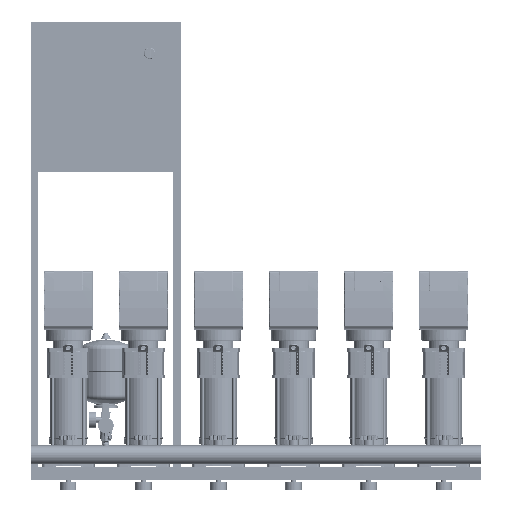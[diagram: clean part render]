
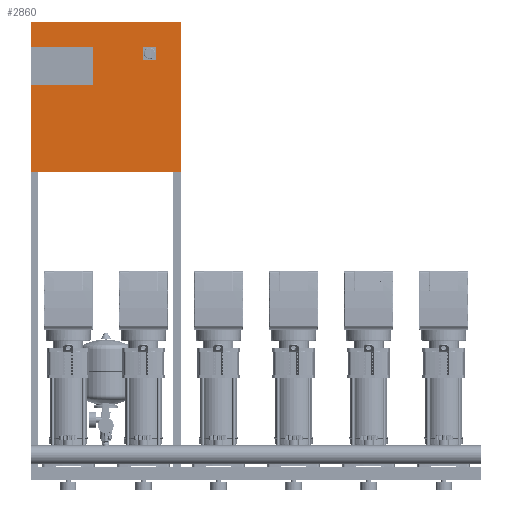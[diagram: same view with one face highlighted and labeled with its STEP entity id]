
A CAD part, front view. The second image highlights one B-rep face of the part: STEP entity #2860.
In plain terms, the highlighted planar face has unit normal (0, -1, 0).
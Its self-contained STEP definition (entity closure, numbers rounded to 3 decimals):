
#2292=CARTESIAN_POINT('',(0.,-175.,1620.));
#2293=VERTEX_POINT('',#2292);
#2300=CARTESIAN_POINT('',(250.0,-175.,1620.));
#2301=VERTEX_POINT('',#2300);
#2302=CARTESIAN_POINT('',(250.0,-175.,1620.));
#2303=DIRECTION('',(-1.0,0.0,0.0));
#2304=VECTOR('',#2303,250.);
#2305=LINE('',#2302,#2304);
#2306=EDGE_CURVE('',#2301,#2293,#2305,.T.);
#2331=CARTESIAN_POINT('',(250.0,-175.,1770.));
#2332=VERTEX_POINT('',#2331);
#2333=CARTESIAN_POINT('',(250.0,-175.,1770.));
#2334=DIRECTION('',(0.0,0.0,-1.0));
#2335=VECTOR('',#2334,150.0);
#2336=LINE('',#2333,#2335);
#2337=EDGE_CURVE('',#2332,#2301,#2336,.T.);
#2362=CARTESIAN_POINT('',(0.,-175.,1770.));
#2363=VERTEX_POINT('',#2362);
#2364=CARTESIAN_POINT('',(0.,-175.,1770.));
#2365=DIRECTION('',(1.0,0.0,0.0));
#2366=VECTOR('',#2365,250.);
#2367=LINE('',#2364,#2366);
#2368=EDGE_CURVE('',#2363,#2332,#2367,.T.);
#2404=CARTESIAN_POINT('',(0.,-175.0,1870.));
#2405=VERTEX_POINT('',#2404);
#2406=CARTESIAN_POINT('',(0.,-175.,1770.));
#2407=DIRECTION('',(0.0,0.0,1.0));
#2408=VECTOR('',#2407,100.0);
#2409=LINE('',#2406,#2408);
#2410=EDGE_CURVE('',#2363,#2405,#2409,.T.);
#2428=CARTESIAN_POINT('',(0.0,-175.,1270.0));
#2429=VERTEX_POINT('',#2428);
#2436=CARTESIAN_POINT('',(0.0,-175.,1270.0));
#2437=DIRECTION('',(0.0,0.0,1.0));
#2438=VECTOR('',#2437,350.);
#2439=LINE('',#2436,#2438);
#2440=EDGE_CURVE('',#2429,#2293,#2439,.T.);
#2675=CARTESIAN_POINT('',(600.0,-175.0,1870.));
#2676=VERTEX_POINT('',#2675);
#2677=CARTESIAN_POINT('',(0.,-175.0,1870.));
#2678=DIRECTION('',(1.0,0.0,0.0));
#2679=VECTOR('',#2678,600.);
#2680=LINE('',#2677,#2679);
#2681=EDGE_CURVE('',#2405,#2676,#2680,.T.);
#2729=CARTESIAN_POINT('',(600.0,-175.,1270.0));
#2730=VERTEX_POINT('',#2729);
#2737=CARTESIAN_POINT('',(600.0,-175.,1270.0));
#2738=DIRECTION('',(-1.0,0.0,0.0));
#2739=VECTOR('',#2738,600.0);
#2740=LINE('',#2737,#2739);
#2741=EDGE_CURVE('',#2730,#2429,#2740,.T.);
#2754=CARTESIAN_POINT('',(600.0,-175.0,1870.));
#2755=DIRECTION('',(0.0,0.0,-1.0));
#2756=VECTOR('',#2755,600.);
#2757=LINE('',#2754,#2756);
#2758=EDGE_CURVE('',#2676,#2730,#2757,.T.);
#2845=CARTESIAN_POINT('',(300.,-175.,1570.));
#2846=DIRECTION('',(0.0,-1.0,0.0));
#2847=DIRECTION('',(1.0,0.0,0.0));
#2848=AXIS2_PLACEMENT_3D('',#2845,#2846,#2847);
#2849=PLANE('',#2848);
#2850=ORIENTED_EDGE('',*,*,#2306,.T.);
#2851=ORIENTED_EDGE('',*,*,#2440,.F.);
#2852=ORIENTED_EDGE('',*,*,#2741,.F.);
#2853=ORIENTED_EDGE('',*,*,#2758,.F.);
#2854=ORIENTED_EDGE('',*,*,#2681,.F.);
#2855=ORIENTED_EDGE('',*,*,#2410,.F.);
#2856=ORIENTED_EDGE('',*,*,#2368,.T.);
#2857=ORIENTED_EDGE('',*,*,#2337,.T.);
#2858=EDGE_LOOP('',(#2850,#2851,#2852,#2853,#2854,#2855,#2856,#2857));
#2859=FACE_OUTER_BOUND('',#2858,.T.);
#2860=ADVANCED_FACE('',(#2859),#2849,.T.);
